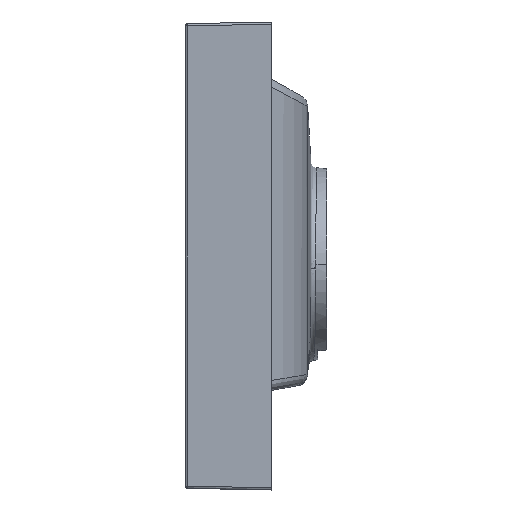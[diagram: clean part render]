
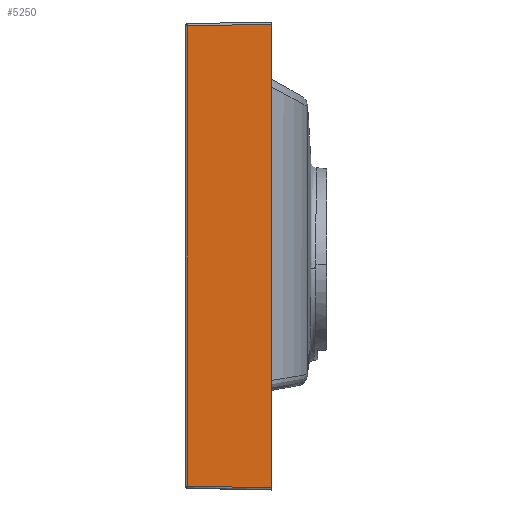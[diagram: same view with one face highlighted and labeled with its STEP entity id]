
A CAD part, left-side view. The second image highlights one B-rep face of the part: STEP entity #5250.
In plain terms, the highlighted planar face has unit normal (-1, 0.026, 0).
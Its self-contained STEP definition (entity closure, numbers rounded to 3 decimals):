
#140 = CARTESIAN_POINT ( 'NONE',  ( -395.051, -1.948, -205.038 ) ) ;
#373 = VECTOR ( 'NONE', #3744, 1000. ) ;
#737 = ORIENTED_EDGE ( 'NONE', *, *, #5587, .T. ) ;
#961 = FACE_OUTER_BOUND ( 'NONE', #4223, .T. ) ;
#978 = CARTESIAN_POINT ( 'NONE',  ( -395.001, -0.038, 205.001 ) ) ;
#1277 = VECTOR ( 'NONE', #3789, 1000. ) ;
#1430 = EDGE_CURVE ( 'NONE', #8888, #2215, #6152, .T. ) ;
#1513 = VERTEX_POINT ( 'NONE', #7638 ) ;
#1778 = DIRECTION ( 'NONE',  ( 0., 0., -1. ) ) ;
#2215 = VERTEX_POINT ( 'NONE', #2399 ) ;
#2399 = CARTESIAN_POINT ( 'NONE',  ( -397.016, -77., -206.479 ) ) ;
#2730 = EDGE_CURVE ( 'NONE', #7651, #2215, #7373, .T. ) ;
#2942 = LINE ( 'NONE', #9049, #5839 ) ;
#3107 = DIRECTION ( 'NONE',  ( -0.026, -1., 0. ) ) ;
#3162 = CARTESIAN_POINT ( 'NONE',  ( -395., 0., 207. ) ) ;
#3306 = ORIENTED_EDGE ( 'NONE', *, *, #2730, .T. ) ;
#3744 = DIRECTION ( 'NONE',  ( -0.026, -0.999, -0.019 ) ) ;
#3788 = PLANE ( 'NONE',  #4735 ) ;
#3789 = DIRECTION ( 'NONE',  ( 0.026, 0.999, -0.019 ) ) ;
#4223 = EDGE_LOOP ( 'NONE', ( #5672, #737, #3306, #7229 ) ) ;
#4735 = AXIS2_PLACEMENT_3D ( 'NONE', #3162, #6024, #3107 ) ;
#5189 = CARTESIAN_POINT ( 'NONE',  ( -397.017, -77.038, -206.48 ) ) ;
#5250 = ADVANCED_FACE ( 'NONE', ( #961 ), #3788, .T. ) ;
#5376 = LINE ( 'NONE', #978, #1277 ) ;
#5587 = EDGE_CURVE ( 'NONE', #1513, #7651, #2942, .T. ) ;
#5672 = ORIENTED_EDGE ( 'NONE', *, *, #6856, .T. ) ;
#5839 = VECTOR ( 'NONE', #6226, 1000. ) ;
#6024 = DIRECTION ( 'NONE',  ( -1., 0.026, 0. ) ) ;
#6152 = LINE ( 'NONE', #8122, #8941 ) ;
#6226 = DIRECTION ( 'NONE',  ( 0., 0., -1. ) ) ;
#6856 = EDGE_CURVE ( 'NONE', #8888, #1513, #5376, .T. ) ;
#7229 = ORIENTED_EDGE ( 'NONE', *, *, #1430, .F. ) ;
#7373 = LINE ( 'NONE', #5189, #373 ) ;
#7638 = CARTESIAN_POINT ( 'NONE',  ( -395.051, -1.948, 205.038 ) ) ;
#7651 = VERTEX_POINT ( 'NONE', #140 ) ;
#7896 = CARTESIAN_POINT ( 'NONE',  ( -397.016, -77., 206.479 ) ) ;
#8122 = CARTESIAN_POINT ( 'NONE',  ( -397.016, -77., 207. ) ) ;
#8888 = VERTEX_POINT ( 'NONE', #7896 ) ;
#8941 = VECTOR ( 'NONE', #1778, 1000. ) ;
#9049 = CARTESIAN_POINT ( 'NONE',  ( -395.051, -1.948, 207. ) ) ;
